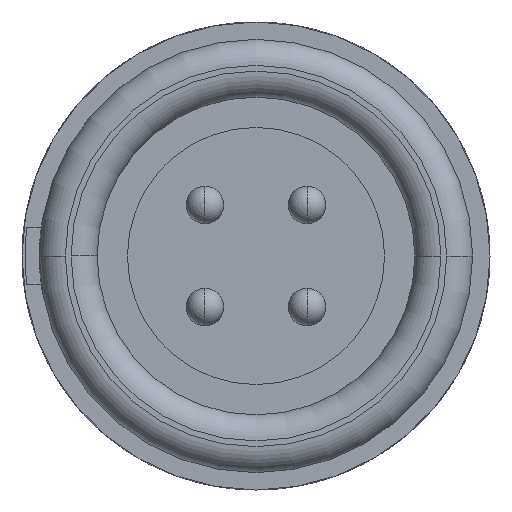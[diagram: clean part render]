
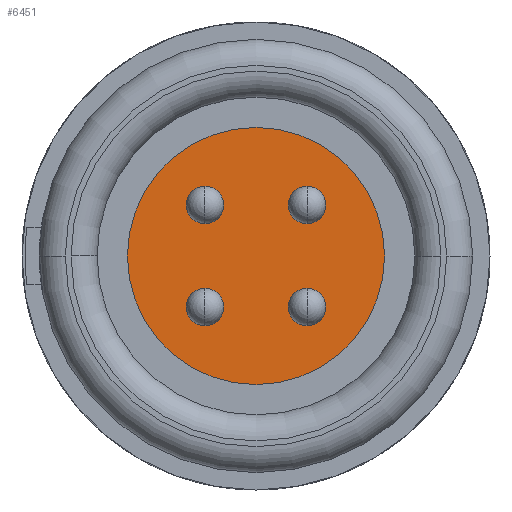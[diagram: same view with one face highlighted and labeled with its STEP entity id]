
A CAD part, left-side view. The second image highlights one B-rep face of the part: STEP entity #6451.
In plain terms, the highlighted planar face has unit normal (-1, 0, 0).
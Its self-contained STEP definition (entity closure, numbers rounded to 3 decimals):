
#2182=CARTESIAN_POINT('',(-2.5,0.,0.));
#2183=DIRECTION('',(-1.,0.,0.));
#2184=DIRECTION('',(0.,1.,0.));
#2185=AXIS2_PLACEMENT_3D('',#2182,#2183,#2184);
#2200=CARTESIAN_POINT('',(-2.5,0.,0.));
#2201=DIRECTION('',(-1.,0.,0.));
#2202=DIRECTION('',(0.,-1.,0.));
#2203=AXIS2_PLACEMENT_3D('',#2200,#2201,#2202);
#3085=CARTESIAN_POINT('',(-2.5,1.768,1.768));
#3086=DIRECTION('',(-1.,0.,0.));
#3087=DIRECTION('',(0.,0.,1.));
#3088=AXIS2_PLACEMENT_3D('',#3085,#3086,#3087);
#3090=CARTESIAN_POINT('',(-2.5,1.768,1.768));
#3091=DIRECTION('',(-1.,0.,0.));
#3092=DIRECTION('',(0.,0.,-1.));
#3093=AXIS2_PLACEMENT_3D('',#3090,#3091,#3092);
#3095=CARTESIAN_POINT('',(-2.5,1.768,-1.768));
#3096=DIRECTION('',(-1.,0.,0.));
#3097=DIRECTION('',(0.,0.,1.));
#3098=AXIS2_PLACEMENT_3D('',#3095,#3096,#3097);
#3100=CARTESIAN_POINT('',(-2.5,1.768,-1.768));
#3101=DIRECTION('',(-1.,0.,0.));
#3102=DIRECTION('',(0.,0.,-1.));
#3103=AXIS2_PLACEMENT_3D('',#3100,#3101,#3102);
#3105=CARTESIAN_POINT('',(-2.5,-1.768,-1.768));
#3106=DIRECTION('',(-1.,0.,0.));
#3107=DIRECTION('',(0.,0.,1.));
#3108=AXIS2_PLACEMENT_3D('',#3105,#3106,#3107);
#3110=CARTESIAN_POINT('',(-2.5,-1.768,-1.768));
#3111=DIRECTION('',(-1.,0.,0.));
#3112=DIRECTION('',(0.,0.,-1.));
#3113=AXIS2_PLACEMENT_3D('',#3110,#3111,#3112);
#3115=CARTESIAN_POINT('',(-2.5,-1.768,1.768));
#3116=DIRECTION('',(-1.,0.,0.));
#3117=DIRECTION('',(0.,0.,1.));
#3118=AXIS2_PLACEMENT_3D('',#3115,#3116,#3117);
#3120=CARTESIAN_POINT('',(-2.5,-1.768,1.768));
#3121=DIRECTION('',(-1.,0.,0.));
#3122=DIRECTION('',(0.,0.,-1.));
#3123=AXIS2_PLACEMENT_3D('',#3120,#3121,#3122);
#4190=CARTESIAN_POINT('',(-2.5,1.768,2.418));
#4191=CARTESIAN_POINT('',(-2.5,1.768,1.118));
#4192=VERTEX_POINT('',#4190);
#4193=VERTEX_POINT('',#4191);
#4194=CARTESIAN_POINT('',(-2.5,1.768,-1.118));
#4195=CARTESIAN_POINT('',(-2.5,1.768,-2.418));
#4196=VERTEX_POINT('',#4194);
#4197=VERTEX_POINT('',#4195);
#4198=CARTESIAN_POINT('',(-2.5,-1.768,-1.118));
#4199=CARTESIAN_POINT('',(-2.5,-1.768,-2.418));
#4200=VERTEX_POINT('',#4198);
#4201=VERTEX_POINT('',#4199);
#4202=CARTESIAN_POINT('',(-2.5,-1.768,2.418));
#4203=CARTESIAN_POINT('',(-2.5,-1.768,1.118));
#4204=VERTEX_POINT('',#4202);
#4205=VERTEX_POINT('',#4203);
#4348=CARTESIAN_POINT('',(-2.5,-4.45,0.));
#4349=CARTESIAN_POINT('',(-2.5,4.45,0.));
#4350=VERTEX_POINT('',#4348);
#4351=VERTEX_POINT('',#4349);
#6418=CARTESIAN_POINT('',(-2.5,0.,0.));
#6419=DIRECTION('',(1.,0.,0.));
#6420=DIRECTION('',(0.,0.,-1.));
#6421=AXIS2_PLACEMENT_3D('',#6418,#6419,#6420);
#6422=PLANE('',#6421);
#6423=ORIENTED_EDGE('',*,*,#5221,.F.);
#6424=ORIENTED_EDGE('',*,*,#5192,.F.);
#6425=EDGE_LOOP('',(#6423,#6424));
#6426=FACE_OUTER_BOUND('',#6425,.F.);
#6428=ORIENTED_EDGE('',*,*,#6427,.T.);
#6430=ORIENTED_EDGE('',*,*,#6429,.T.);
#6431=EDGE_LOOP('',(#6428,#6430));
#6432=FACE_BOUND('',#6431,.F.);
#6434=ORIENTED_EDGE('',*,*,#6433,.T.);
#6436=ORIENTED_EDGE('',*,*,#6435,.T.);
#6437=EDGE_LOOP('',(#6434,#6436));
#6438=FACE_BOUND('',#6437,.F.);
#6440=ORIENTED_EDGE('',*,*,#6439,.T.);
#6442=ORIENTED_EDGE('',*,*,#6441,.T.);
#6443=EDGE_LOOP('',(#6440,#6442));
#6444=FACE_BOUND('',#6443,.F.);
#6446=ORIENTED_EDGE('',*,*,#6445,.T.);
#6448=ORIENTED_EDGE('',*,*,#6447,.T.);
#6449=EDGE_LOOP('',(#6446,#6448));
#6450=FACE_BOUND('',#6449,.F.);
#6451=ADVANCED_FACE('',(#6426,#6432,#6438,#6444,#6450),#6422,.F.);
#2186=CIRCLE('',#2185,4.45);
#2204=CIRCLE('',#2203,4.45);
#3089=CIRCLE('',#3088,0.65);
#3094=CIRCLE('',#3093,0.65);
#3099=CIRCLE('',#3098,0.65);
#3104=CIRCLE('',#3103,0.65);
#3109=CIRCLE('',#3108,0.65);
#3114=CIRCLE('',#3113,0.65);
#3119=CIRCLE('',#3118,0.65);
#3124=CIRCLE('',#3123,0.65);
#5192=EDGE_CURVE('',#4351,#4350,#2186,.T.);
#5221=EDGE_CURVE('',#4350,#4351,#2204,.T.);
#6427=EDGE_CURVE('',#4192,#4193,#3089,.T.);
#6429=EDGE_CURVE('',#4193,#4192,#3094,.T.);
#6433=EDGE_CURVE('',#4196,#4197,#3099,.T.);
#6435=EDGE_CURVE('',#4197,#4196,#3104,.T.);
#6439=EDGE_CURVE('',#4200,#4201,#3109,.T.);
#6441=EDGE_CURVE('',#4201,#4200,#3114,.T.);
#6445=EDGE_CURVE('',#4204,#4205,#3119,.T.);
#6447=EDGE_CURVE('',#4205,#4204,#3124,.T.);
